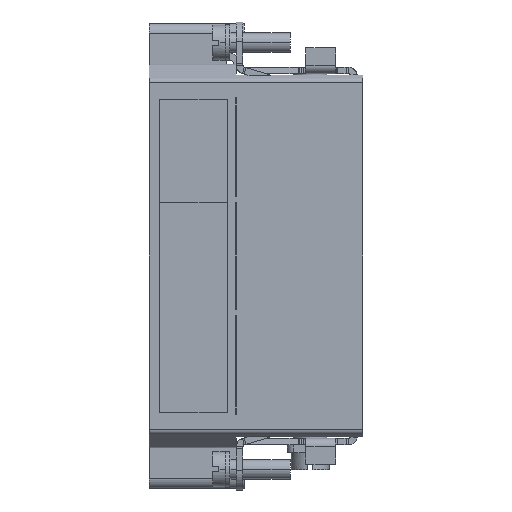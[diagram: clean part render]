
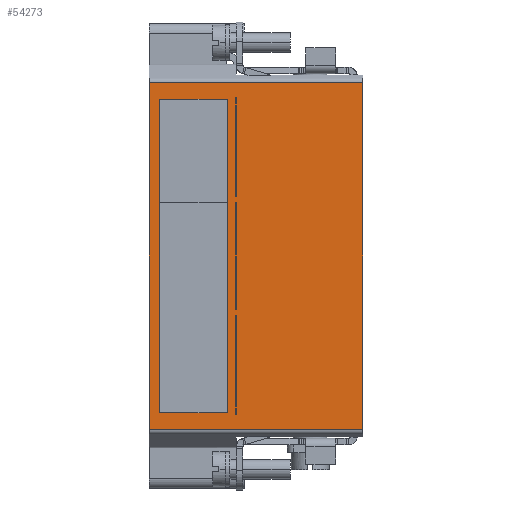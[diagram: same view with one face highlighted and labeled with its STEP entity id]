
A CAD part, front view. The second image highlights one B-rep face of the part: STEP entity #54273.
In plain terms, the highlighted planar face has unit normal (0, -1, 0).
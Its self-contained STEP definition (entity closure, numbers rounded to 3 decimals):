
#165=DIRECTION('',(0.,0.,1.));
#166=VECTOR('',#165,53.665);
#167=CARTESIAN_POINT('',(15.007,-11.3,-26.832));
#168=LINE('',#167,#166);
#11737=DIRECTION('',(-1.,0.,0.));
#11738=VECTOR('',#11737,33.057);
#11739=CARTESIAN_POINT('',(15.007,-11.3,26.832));
#11740=LINE('',#11739,#11738);
#11746=DIRECTION('',(-1.,0.,0.));
#11747=VECTOR('',#11746,10.5);
#11748=CARTESIAN_POINT('',(-5.95,-11.3,-24.25));
#11749=LINE('',#11748,#11747);
#11750=DIRECTION('',(-1.,0.,0.));
#11751=VECTOR('',#11750,10.5);
#11752=CARTESIAN_POINT('',(-5.95,-11.3,24.25));
#11753=LINE('',#11752,#11751);
#11754=DIRECTION('',(-1.,0.,0.));
#11755=VECTOR('',#11754,0.1);
#11756=CARTESIAN_POINT('',(-4.55,-11.3,9.18));
#11757=LINE('',#11756,#11755);
#11758=DIRECTION('',(-1.,0.,0.));
#11759=VECTOR('',#11758,0.1);
#11760=CARTESIAN_POINT('',(-4.55,-11.3,24.45));
#11761=LINE('',#11760,#11759);
#11762=DIRECTION('',(-1.,0.,0.));
#11763=VECTOR('',#11762,0.1);
#11764=CARTESIAN_POINT('',(-4.55,-11.3,-24.45));
#11765=LINE('',#11764,#11763);
#11766=DIRECTION('',(1.,0.,0.));
#11767=VECTOR('',#11766,0.1);
#11768=CARTESIAN_POINT('',(-4.65,-11.3,-9.18));
#11769=LINE('',#11768,#11767);
#11770=DIRECTION('',(-1.,0.,0.));
#11771=VECTOR('',#11770,0.1);
#11772=CARTESIAN_POINT('',(-4.55,-11.3,-8.22));
#11773=LINE('',#11772,#11771);
#11774=DIRECTION('',(1.,0.,0.));
#11775=VECTOR('',#11774,0.1);
#11776=CARTESIAN_POINT('',(-4.65,-11.3,8.22));
#11777=LINE('',#11776,#11775);
#11778=DIRECTION('',(0.,0.,1.));
#11779=VECTOR('',#11778,53.665);
#11780=CARTESIAN_POINT('',(-18.05,-11.3,-26.832));
#11781=LINE('',#11780,#11779);
#11782=DIRECTION('',(0.,0.,1.));
#11783=VECTOR('',#11782,16.);
#11784=CARTESIAN_POINT('',(-16.45,-11.3,8.25));
#11785=LINE('',#11784,#11783);
#11806=DIRECTION('',(0.,0.,1.));
#11807=VECTOR('',#11806,32.5);
#11808=CARTESIAN_POINT('',(-16.45,-11.3,-24.25));
#11809=LINE('',#11808,#11807);
#11830=DIRECTION('',(0.,0.,-1.));
#11831=VECTOR('',#11830,16.);
#11832=CARTESIAN_POINT('',(-5.95,-11.3,24.25));
#11833=LINE('',#11832,#11831);
#11838=DIRECTION('',(0.,0.,-1.));
#11839=VECTOR('',#11838,32.5);
#11840=CARTESIAN_POINT('',(-5.95,-11.3,8.25));
#11841=LINE('',#11840,#11839);
#11858=DIRECTION('',(0.,0.,1.));
#11859=VECTOR('',#11858,15.27);
#11860=CARTESIAN_POINT('',(-4.55,-11.3,9.18));
#11861=LINE('',#11860,#11859);
#11862=DIRECTION('',(0.,0.,1.));
#11863=VECTOR('',#11862,16.44);
#11864=CARTESIAN_POINT('',(-4.55,-11.3,-8.22));
#11865=LINE('',#11864,#11863);
#11866=DIRECTION('',(0.,0.,1.));
#11867=VECTOR('',#11866,15.27);
#11868=CARTESIAN_POINT('',(-4.55,-11.3,-24.45));
#11869=LINE('',#11868,#11867);
#13346=DIRECTION('',(1.,0.,0.));
#13347=VECTOR('',#13346,33.057);
#13348=CARTESIAN_POINT('',(-18.05,-11.3,-26.832));
#13349=LINE('',#13348,#13347);
#16801=DIRECTION('',(0.,0.,1.));
#16802=VECTOR('',#16801,16.44);
#16803=CARTESIAN_POINT('',(-4.65,-11.3,-8.22));
#16804=LINE('',#16803,#16802);
#16809=DIRECTION('',(0.,0.,1.));
#16810=VECTOR('',#16809,15.27);
#16811=CARTESIAN_POINT('',(-4.65,-11.3,9.18));
#16812=LINE('',#16811,#16810);
#16833=DIRECTION('',(0.,0.,1.));
#16834=VECTOR('',#16833,15.27);
#16835=CARTESIAN_POINT('',(-4.65,-11.3,-24.45));
#16836=LINE('',#16835,#16834);
#34331=CARTESIAN_POINT('',(-18.05,-11.3,26.832));
#34333=VERTEX_POINT('',#34331);
#34349=CARTESIAN_POINT('',(-4.65,-11.3,24.45));
#34351=VERTEX_POINT('',#34349);
#34357=CARTESIAN_POINT('',(-5.95,-11.3,24.25));
#34358=CARTESIAN_POINT('',(-16.45,-11.3,24.25));
#34359=VERTEX_POINT('',#34357);
#34360=VERTEX_POINT('',#34358);
#34429=CARTESIAN_POINT('',(-18.05,-11.3,-26.832));
#34431=VERTEX_POINT('',#34429);
#34447=CARTESIAN_POINT('',(-4.65,-11.3,-24.45));
#34449=VERTEX_POINT('',#34447);
#34455=CARTESIAN_POINT('',(-5.95,-11.3,-24.25));
#34456=CARTESIAN_POINT('',(-16.45,-11.3,-24.25));
#34457=VERTEX_POINT('',#34455);
#34458=VERTEX_POINT('',#34456);
#34471=CARTESIAN_POINT('',(-16.45,-11.3,8.25));
#34472=VERTEX_POINT('',#34471);
#34477=CARTESIAN_POINT('',(-5.95,-11.3,8.25));
#34478=VERTEX_POINT('',#34477);
#34544=CARTESIAN_POINT('',(-4.65,-11.3,8.22));
#34546=VERTEX_POINT('',#34544);
#34548=CARTESIAN_POINT('',(-4.65,-11.3,9.18));
#34550=VERTEX_POINT('',#34548);
#34552=CARTESIAN_POINT('',(-4.65,-11.3,-9.18));
#34554=VERTEX_POINT('',#34552);
#34556=CARTESIAN_POINT('',(-4.65,-11.3,-8.22));
#34558=VERTEX_POINT('',#34556);
#34991=CARTESIAN_POINT('',(15.007,-11.3,-26.832));
#34992=CARTESIAN_POINT('',(15.007,-11.3,26.832));
#34993=VERTEX_POINT('',#34991);
#34994=VERTEX_POINT('',#34992);
#35031=CARTESIAN_POINT('',(-4.55,-11.3,24.45));
#35032=VERTEX_POINT('',#35031);
#35039=CARTESIAN_POINT('',(-4.55,-11.3,-24.45));
#35040=VERTEX_POINT('',#35039);
#35107=CARTESIAN_POINT('',(-4.55,-11.3,8.22));
#35108=VERTEX_POINT('',#35107);
#35109=CARTESIAN_POINT('',(-4.55,-11.3,9.18));
#35110=VERTEX_POINT('',#35109);
#35111=CARTESIAN_POINT('',(-4.55,-11.3,-9.18));
#35112=VERTEX_POINT('',#35111);
#35113=CARTESIAN_POINT('',(-4.55,-11.3,-8.22));
#35114=VERTEX_POINT('',#35113);
#54217=CARTESIAN_POINT('',(-18.05,-11.3,-10.796));
#54218=DIRECTION('',(0.,1.,0.));
#54219=DIRECTION('',(0.,0.,1.));
#54220=AXIS2_PLACEMENT_3D('',#54217,#54218,#54219);
#54221=PLANE('',#54220);
#54223=ORIENTED_EDGE('',*,*,#54222,.F.);
#54224=ORIENTED_EDGE('',*,*,#51670,.T.);
#54225=ORIENTED_EDGE('',*,*,#54211,.F.);
#54226=ORIENTED_EDGE('',*,*,#45197,.F.);
#54227=EDGE_LOOP('',(#54223,#54224,#54225,#54226));
#54228=FACE_OUTER_BOUND('',#54227,.F.);
#54230=ORIENTED_EDGE('',*,*,#54229,.F.);
#54232=ORIENTED_EDGE('',*,*,#54231,.T.);
#54234=ORIENTED_EDGE('',*,*,#54233,.T.);
#54236=ORIENTED_EDGE('',*,*,#54235,.F.);
#54237=EDGE_LOOP('',(#54230,#54232,#54234,#54236));
#54238=FACE_BOUND('',#54237,.F.);
#54240=ORIENTED_EDGE('',*,*,#54239,.F.);
#54242=ORIENTED_EDGE('',*,*,#54241,.T.);
#54244=ORIENTED_EDGE('',*,*,#54243,.F.);
#54246=ORIENTED_EDGE('',*,*,#54245,.F.);
#54247=EDGE_LOOP('',(#54240,#54242,#54244,#54246));
#54248=FACE_BOUND('',#54247,.F.);
#54250=ORIENTED_EDGE('',*,*,#54249,.F.);
#54252=ORIENTED_EDGE('',*,*,#54251,.T.);
#54254=ORIENTED_EDGE('',*,*,#54253,.F.);
#54256=ORIENTED_EDGE('',*,*,#54255,.F.);
#54257=EDGE_LOOP('',(#54250,#54252,#54254,#54256));
#54258=FACE_BOUND('',#54257,.F.);
#54260=ORIENTED_EDGE('',*,*,#54259,.F.);
#54262=ORIENTED_EDGE('',*,*,#54261,.F.);
#54264=ORIENTED_EDGE('',*,*,#54263,.F.);
#54266=ORIENTED_EDGE('',*,*,#54265,.F.);
#54268=ORIENTED_EDGE('',*,*,#54267,.F.);
#54270=ORIENTED_EDGE('',*,*,#54269,.T.);
#54271=EDGE_LOOP('',(#54260,#54262,#54264,#54266,#54268,#54270));
#54272=FACE_BOUND('',#54271,.F.);
#54273=ADVANCED_FACE('',(#54228,#54238,#54248,#54258,#54272),#54221,.F.);
#45197=EDGE_CURVE('',#34993,#34994,#168,.T.);
#51670=EDGE_CURVE('',#34431,#34333,#11781,.T.);
#54211=EDGE_CURVE('',#34994,#34333,#11740,.T.);
#54222=EDGE_CURVE('',#34431,#34993,#13349,.T.);
#54229=EDGE_CURVE('',#35110,#34550,#11757,.T.);
#54231=EDGE_CURVE('',#35110,#35032,#11861,.T.);
#54233=EDGE_CURVE('',#35032,#34351,#11761,.T.);
#54235=EDGE_CURVE('',#34550,#34351,#16812,.T.);
#54239=EDGE_CURVE('',#35040,#34449,#11765,.T.);
#54241=EDGE_CURVE('',#35040,#35112,#11869,.T.);
#54243=EDGE_CURVE('',#34554,#35112,#11769,.T.);
#54245=EDGE_CURVE('',#34449,#34554,#16836,.T.);
#54249=EDGE_CURVE('',#35114,#34558,#11773,.T.);
#54251=EDGE_CURVE('',#35114,#35108,#11865,.T.);
#54253=EDGE_CURVE('',#34546,#35108,#11777,.T.);
#54255=EDGE_CURVE('',#34558,#34546,#16804,.T.);
#54259=EDGE_CURVE('',#34472,#34360,#11785,.T.);
#54261=EDGE_CURVE('',#34458,#34472,#11809,.T.);
#54263=EDGE_CURVE('',#34457,#34458,#11749,.T.);
#54265=EDGE_CURVE('',#34478,#34457,#11841,.T.);
#54267=EDGE_CURVE('',#34359,#34478,#11833,.T.);
#54269=EDGE_CURVE('',#34359,#34360,#11753,.T.);
